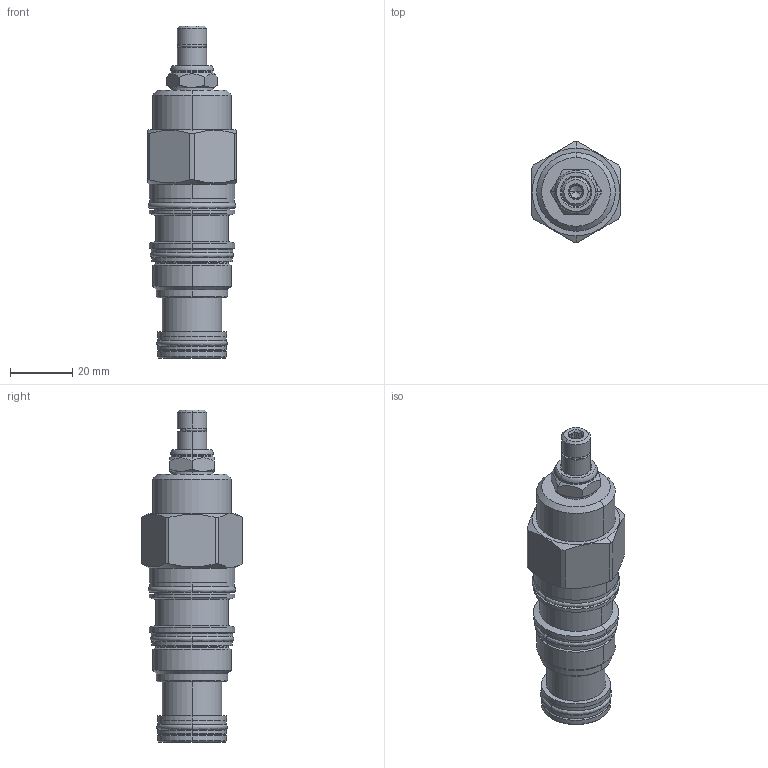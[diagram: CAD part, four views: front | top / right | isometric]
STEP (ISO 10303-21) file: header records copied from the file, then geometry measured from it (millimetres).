
FILE_DESCRIPTION((''),'2;1');
FILE_NAME('PPFF-LAN_PRT','2009-10-07T',('Administrator'),(''),'PRO/ENGINEER BY PARAMETRIC TECHNOLOGY CORPORATION, 2006240','PRO/ENGINEER BY PARAMETRIC TECHNOLOGY CORPORATION, 2006240','');
FILE_SCHEMA(('CONFIG_CONTROL_DESIGN'));
Length unit declared in the file: inch
Products named in the file (1): PPFF-LAN_PRT
Bounding box: 28.57 x 32.21 x 106.62 mm (x, y, z)
Volume: 44995.2 mm3; surface area: 11907.7 mm2
Topology: 5 solids, 5 shells, 192 faces, 430 edges, 259 vertices
Faces by surface type: cylinder 67, plane 54, cone 38, torus 21, revolution 12
Entity records: 6748 total; most frequent: CARTESIAN_POINT 2381, DIRECTION 958, ORIENTED_EDGE 856, EDGE_CURVE 428, AXIS2_PLACEMENT_3D 398, VERTEX_POINT 259, CIRCLE 218, EDGE_LOOP 213
